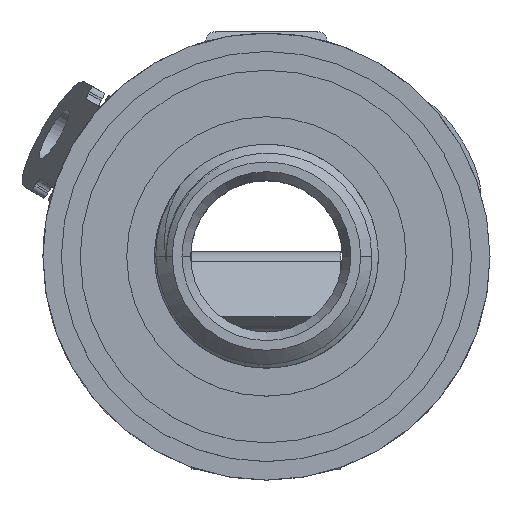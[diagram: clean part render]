
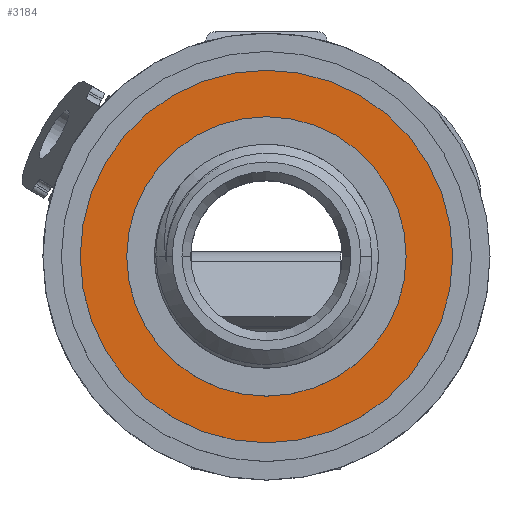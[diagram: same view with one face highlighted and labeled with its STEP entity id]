
A CAD part, top view. The second image highlights one B-rep face of the part: STEP entity #3184.
In plain terms, the highlighted planar face has unit normal (0, 0, 1).
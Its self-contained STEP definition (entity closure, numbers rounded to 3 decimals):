
#629 = VERTEX_POINT('',#630);
#630 = CARTESIAN_POINT('',(-7.497,-0.054,
    -2.953));
#636 = EDGE_CURVE('',#629,#637,#639,.T.);
#637 = VERTEX_POINT('',#638);
#638 = CARTESIAN_POINT('',(8.378,-0.054,
    -2.953));
#639 = CIRCLE('',#640,7.938);
#640 = AXIS2_PLACEMENT_3D('',#641,#642,#643);
#641 = CARTESIAN_POINT('',(0.44,-0.054,
    -2.953));
#642 = DIRECTION('',(0.,0.,-1.));
#643 = DIRECTION('',(1.,0.,0.));
#671 = VERTEX_POINT('',#672);
#672 = CARTESIAN_POINT('',(6.393,-0.054,
    -2.953));
#678 = EDGE_CURVE('',#679,#671,#681,.T.);
#679 = VERTEX_POINT('',#680);
#680 = CARTESIAN_POINT('',(-5.513,-0.054,
    -2.953));
#681 = CIRCLE('',#682,5.953);
#682 = AXIS2_PLACEMENT_3D('',#683,#684,#685);
#683 = CARTESIAN_POINT('',(0.44,-0.054,
    -2.953));
#684 = DIRECTION('',(0.,0.,-1.));
#685 = DIRECTION('',(-1.,0.,0.));
#3173 = EDGE_CURVE('',#637,#629,#3174,.T.);
#3174 = CIRCLE('',#3175,7.938);
#3175 = AXIS2_PLACEMENT_3D('',#3176,#3177,#3178);
#3176 = CARTESIAN_POINT('',(0.44,-0.054,
    -2.953));
#3177 = DIRECTION('',(0.,0.,-1.));
#3178 = DIRECTION('',(1.,0.,0.));
#3184 = ADVANCED_FACE('',(#3185,#3195),#3199,.T.);
#3185 = FACE_BOUND('',#3186,.T.);
#3186 = EDGE_LOOP('',(#3187,#3188));
#3187 = ORIENTED_EDGE('',*,*,#678,.T.);
#3188 = ORIENTED_EDGE('',*,*,#3189,.T.);
#3189 = EDGE_CURVE('',#671,#679,#3190,.T.);
#3190 = CIRCLE('',#3191,5.953);
#3191 = AXIS2_PLACEMENT_3D('',#3192,#3193,#3194);
#3192 = CARTESIAN_POINT('',(0.44,-0.054,
    -2.953));
#3193 = DIRECTION('',(0.,0.,-1.));
#3194 = DIRECTION('',(-1.,0.,0.));
#3195 = FACE_BOUND('',#3196,.T.);
#3196 = EDGE_LOOP('',(#3197,#3198));
#3197 = ORIENTED_EDGE('',*,*,#3173,.F.);
#3198 = ORIENTED_EDGE('',*,*,#636,.F.);
#3199 = PLANE('',#3200);
#3200 = AXIS2_PLACEMENT_3D('',#3201,#3202,#3203);
#3201 = CARTESIAN_POINT('',(8.695,8.206,-2.953
    ));
#3202 = DIRECTION('',(0.,0.,1.));
#3203 = DIRECTION('',(-1.,0.,0.));
